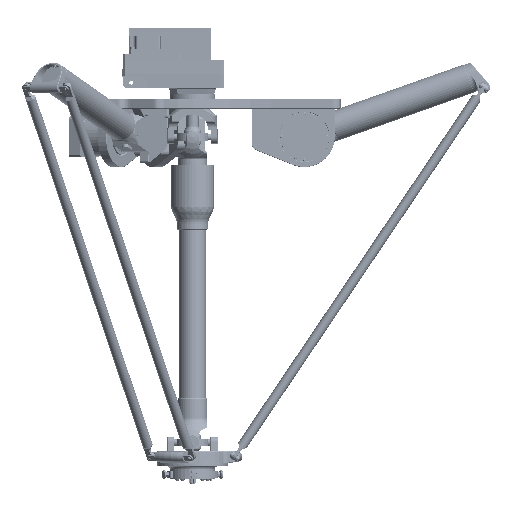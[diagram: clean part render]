
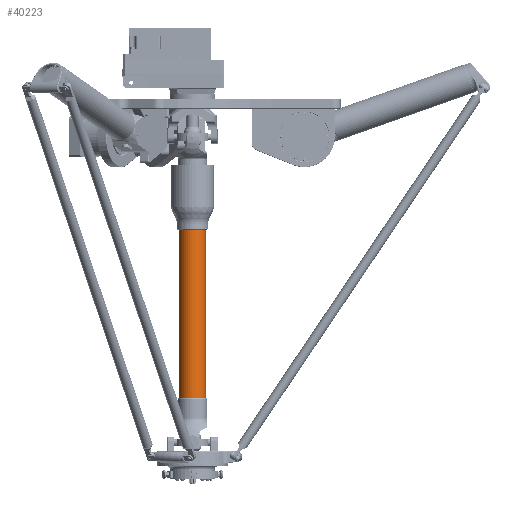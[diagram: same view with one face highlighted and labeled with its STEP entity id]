
A CAD part, front view. The second image highlights one B-rep face of the part: STEP entity #40223.
In plain terms, the highlighted cylindrical face has radius 40 mm (diameter 80 mm), a full revolution.
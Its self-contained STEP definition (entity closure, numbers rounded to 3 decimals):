
#8107=CYLINDRICAL_SURFACE('',#44306,40.);
#9339=FACE_BOUND('',#14444,.T.);
#11315=FACE_OUTER_BOUND('',#14443,.T.);
#14443=EDGE_LOOP('',(#33550));
#14444=EDGE_LOOP('',(#33551));
#16934=CIRCLE('',#44227,40.);
#16971=CIRCLE('',#44304,40.);
#19921=VERTEX_POINT('',#73092);
#19965=VERTEX_POINT('',#73617);
#24672=EDGE_CURVE('',#19921,#19921,#16934,.T.);
#24741=EDGE_CURVE('',#19965,#19965,#16971,.T.);
#33550=ORIENTED_EDGE('',*,*,#24672,.T.);
#33551=ORIENTED_EDGE('',*,*,#24741,.T.);
#40223=ADVANCED_FACE('',(#11315,#9339),#8107,.T.);
#44227=AXIS2_PLACEMENT_3D('',#73093,#53510,#53511);
#44304=AXIS2_PLACEMENT_3D('',#73618,#53684,#53685);
#44306=AXIS2_PLACEMENT_3D('',#73620,#53688,#53689);
#53510=DIRECTION('center_axis',(0.,-1.,0.));
#53511=DIRECTION('ref_axis',(-1.,0.,0.));
#53684=DIRECTION('center_axis',(0.,1.,0.));
#53685=DIRECTION('ref_axis',(-1.,0.,0.));
#53688=DIRECTION('center_axis',(0.,-1.,0.));
#53689=DIRECTION('ref_axis',(-1.,0.,0.));
#73092=CARTESIAN_POINT('',(0.,-5.,-40.));
#73093=CARTESIAN_POINT('Origin',(0.,-5.,0.));
#73617=CARTESIAN_POINT('',(40.,-501.,0.));
#73618=CARTESIAN_POINT('Origin',(0.,-501.,0.));
#73620=CARTESIAN_POINT('Origin',(0.,75.,0.));
